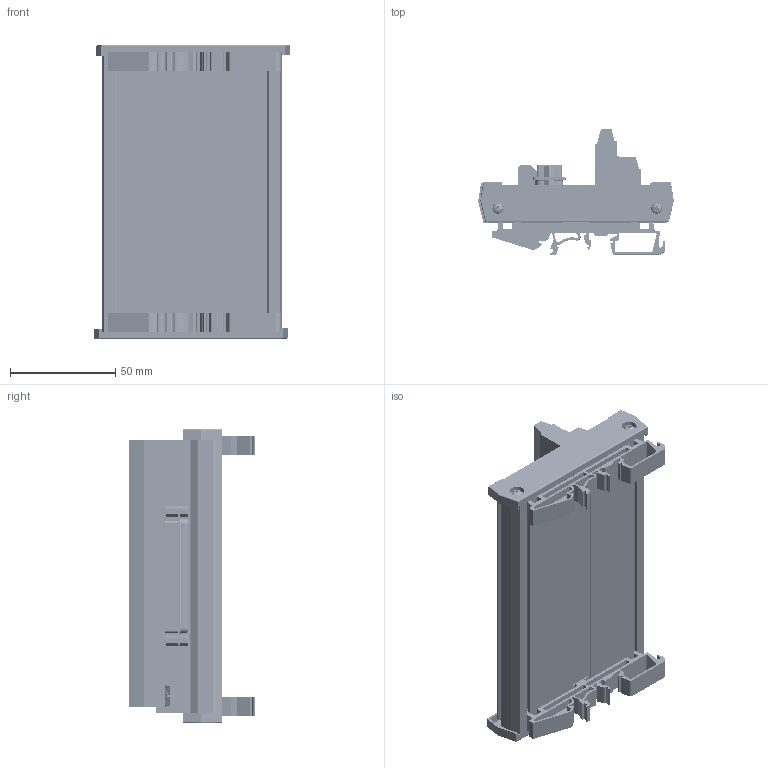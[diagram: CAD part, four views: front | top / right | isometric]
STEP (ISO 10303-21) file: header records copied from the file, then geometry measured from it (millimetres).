
FILE_DESCRIPTION((''),'2;1');
FILE_NAME('50 SUB-D M.stp','2013-01-18T16:49:55',('roland'),(''),'Autodesk Inventor 2013','Autodesk Inventor 2013','');
FILE_SCHEMA(('CONFIG_CONTROL_DESIGN'));
Length unit declared in the file: millimetre
Products named in the file (12): 50 SUB-D M; 3 GREEN; 2 GREEN; 50 BASE PLATE M; 50 CASE; BASE SIDE; BASE LEGS; DB50 Subminiature Connector Male; BS EN ISO 7045 Z - Metric M2.5 x 10 - 4.8 - Z; 50 number plare; 50 number plare2; black piese
Assembly tree (23 placements, depth 2):
  50 SUB-D M
    3 GREEN  x7
    2 GREEN  x2
    50 BASE PLATE M
    50 CASE
    BASE SIDE  x2
    BASE LEGS  x2
    DB50 Subminiature Connector Male
    BS EN ISO 7045 Z - Metric M2.5 x 10 - 4.8 - Z  x4
    50 number plare
    50 number plare2
    black piese
Bounding box: 93.02 x 59.94 x 139.81 mm (x, y, z)
Volume: 124933.1 mm3; surface area: 131635.1 mm2
Topology: 54 solids, 96 shells, 5776 faces, 14538 edges, 9494 vertices
Faces by surface type: plane 3137, bspline 1504, cylinder 1027, cone 64, torus 38, sphere 6
Full cylindrical faces by diameter (mm): 0.8 x2, 0.95 x50, 0.951 x1, 1.088 x16, 1.1 x150, 1.2 x2, 1.25 x50, 1.55 x100, 2.256 x4, 2.3 x2, 2.5 x58, 2.65 x50, 3.2 x4, 3.25 x2, 3.4 x2, 3.75 x2, 4 x50, 6.28 x4, 7 x4, 9 x4
Entity records: 150234 total; most frequent: CARTESIAN_POINT 47222, ORIENTED_EDGE 22410, DIRECTION 16312, EDGE_CURVE 11205, VERTEX_POINT 7714, VECTOR 6808, LINE 6808, EDGE_LOOP 6052
